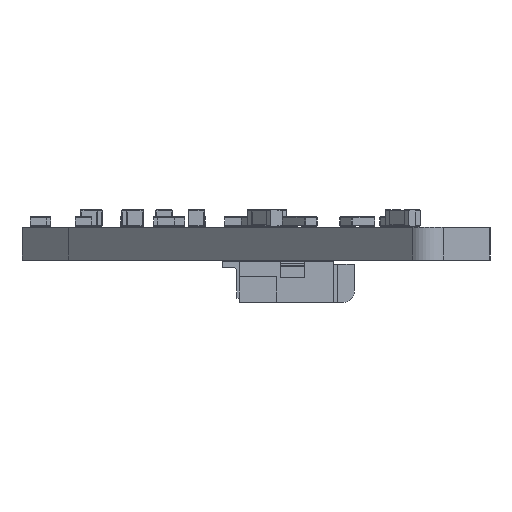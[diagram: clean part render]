
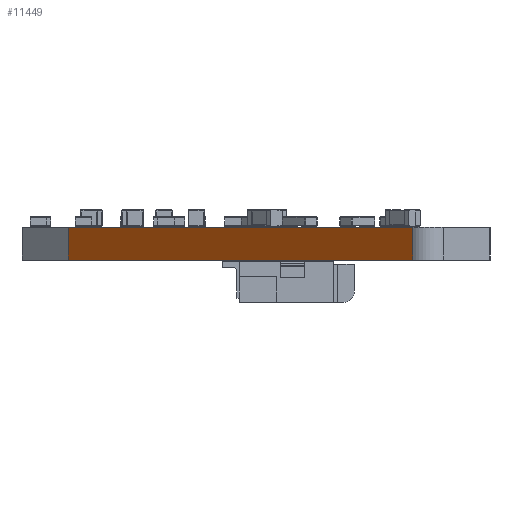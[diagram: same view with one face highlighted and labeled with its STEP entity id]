
A CAD part, left-side view. The second image highlights one B-rep face of the part: STEP entity #11449.
In plain terms, the highlighted planar face has unit normal (-0.707, 0.707, 0).
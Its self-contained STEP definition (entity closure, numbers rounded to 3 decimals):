
#10600 = VERTEX_POINT('',#10601);
#10601 = CARTESIAN_POINT('',(78.5,-48.75,0.));
#10607 = EDGE_CURVE('',#10608,#10600,#10610,.T.);
#10608 = VERTEX_POINT('',#10609);
#10609 = CARTESIAN_POINT('',(61.75,-65.5,0.));
#10610 = LINE('',#10611,#10612);
#10611 = CARTESIAN_POINT('',(61.75,-65.5,0.));
#10612 = VECTOR('',#10613,1.);
#10613 = DIRECTION('',(0.707,0.707,0.));
#10972 = VERTEX_POINT('',#10973);
#10973 = CARTESIAN_POINT('',(78.5,-48.75,1.6));
#10979 = EDGE_CURVE('',#10980,#10972,#10982,.T.);
#10980 = VERTEX_POINT('',#10981);
#10981 = CARTESIAN_POINT('',(61.75,-65.5,1.6));
#10982 = LINE('',#10983,#10984);
#10983 = CARTESIAN_POINT('',(61.75,-65.5,1.6));
#10984 = VECTOR('',#10985,1.);
#10985 = DIRECTION('',(0.707,0.707,0.));
#11419 = EDGE_CURVE('',#10600,#10972,#11420,.T.);
#11420 = LINE('',#11421,#11422);
#11421 = CARTESIAN_POINT('',(78.5,-48.75,0.));
#11422 = VECTOR('',#11423,1.);
#11423 = DIRECTION('',(0.,0.,1.));
#11449 = ADVANCED_FACE('',(#11450),#11461,.T.);
#11450 = FACE_BOUND('',#11451,.T.);
#11451 = EDGE_LOOP('',(#11452,#11458,#11459,#11460));
#11452 = ORIENTED_EDGE('',*,*,#11453,.T.);
#11453 = EDGE_CURVE('',#10608,#10980,#11454,.T.);
#11454 = LINE('',#11455,#11456);
#11455 = CARTESIAN_POINT('',(61.75,-65.5,0.));
#11456 = VECTOR('',#11457,1.);
#11457 = DIRECTION('',(0.,0.,1.));
#11458 = ORIENTED_EDGE('',*,*,#10979,.T.);
#11459 = ORIENTED_EDGE('',*,*,#11419,.F.);
#11460 = ORIENTED_EDGE('',*,*,#10607,.F.);
#11461 = PLANE('',#11462);
#11462 = AXIS2_PLACEMENT_3D('',#11463,#11464,#11465);
#11463 = CARTESIAN_POINT('',(61.75,-65.5,0.));
#11464 = DIRECTION('',(-0.707,0.707,0.));
#11465 = DIRECTION('',(0.707,0.707,0.));
